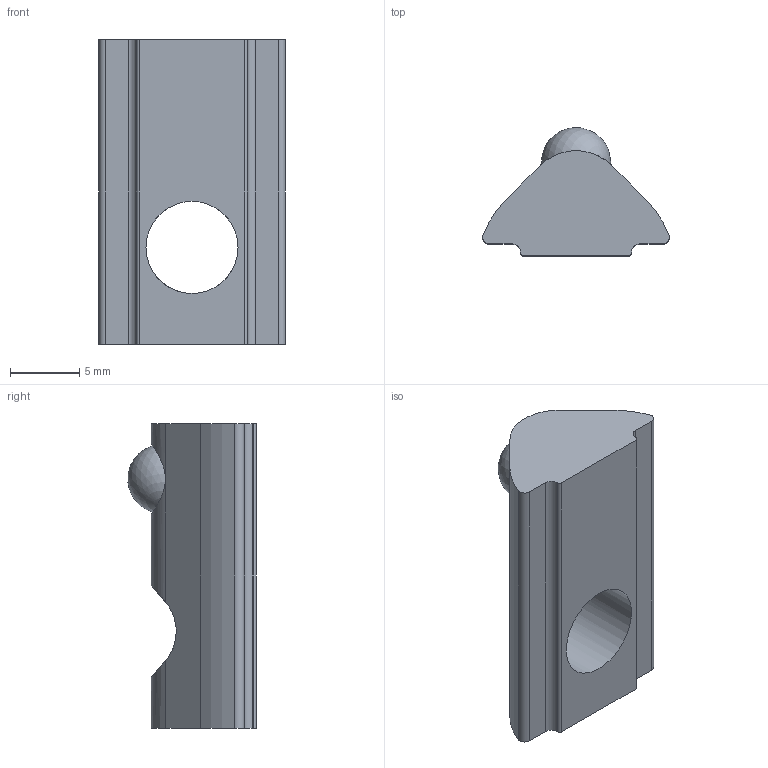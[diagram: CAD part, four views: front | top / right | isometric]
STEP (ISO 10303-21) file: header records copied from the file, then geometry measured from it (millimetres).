
FILE_DESCRIPTION(/* description */ (''),/* implementation_level */ '2;1');
FILE_NAME(/* name */ 'SV2102V_A.stp',/* time_stamp */ '2022-09-01T13:41:20+02:00',/* author */ ('marina kaa'),/* organization */ (''),/* preprocessor_version */ 'ST-DEVELOPER v18.1',/* originating_system */ 'Autodesk Inventor 2020',/* authorisation */ '');
FILE_SCHEMA (('AUTOMOTIVE_DESIGN { 1 0 10303 214 3 1 1 }'));
Length unit declared in the file: millimetre
Products named in the file (4): SV2102V_A; ME1631105_B; MK5100000_A; MK2402100_A
Assembly tree (3 placements, depth 2):
  SV2102V_A
    ME1631105_B
    MK5100000_A
    MK2402100_A
Bounding box: 13.47 x 9.24 x 22 mm (x, y, z)
Volume: 1204.7 mm3; surface area: 1214.5 mm2
Topology: 3 solids, 3 shells, 28 faces, 75 edges, 51 vertices
Faces by surface type: cylinder 13, plane 12, cone 1, bspline 1, sphere 1
Full cylindrical faces by diameter (mm): 4.5 x1, 5.1 x1, 6.647 x1
Entity records: 1713 total; most frequent: CARTESIAN_POINT 837, DIRECTION 168, ORIENTED_EDGE 146, EDGE_CURVE 73, AXIS2_PLACEMENT_3D 66, VERTEX_POINT 51, LINE 36, VECTOR 36
